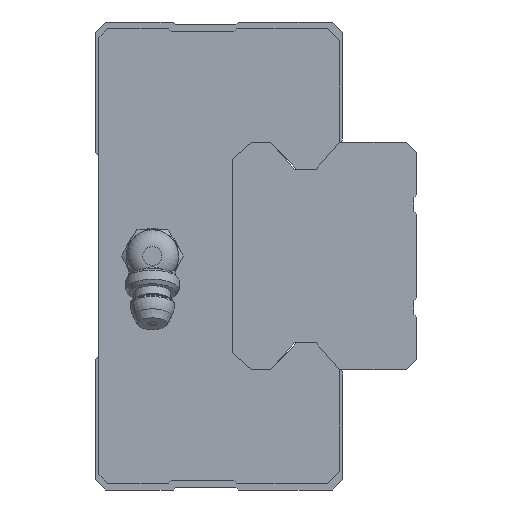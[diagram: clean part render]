
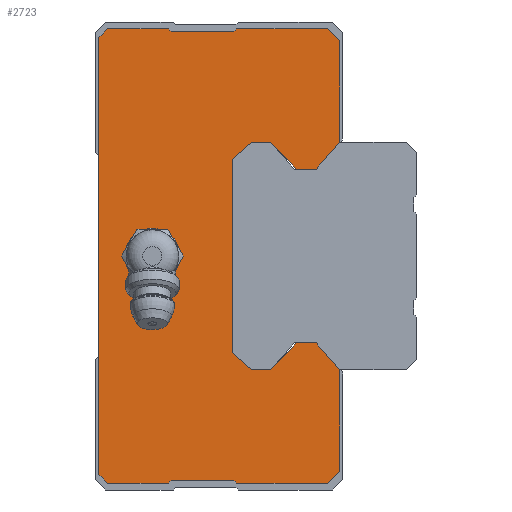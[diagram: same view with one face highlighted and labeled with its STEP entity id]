
A CAD part, left-side view. The second image highlights one B-rep face of the part: STEP entity #2723.
In plain terms, the highlighted planar face has unit normal (-1, 0, 0).
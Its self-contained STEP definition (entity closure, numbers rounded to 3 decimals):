
#543=ORIENTED_EDGE('',*,*,#1068,.F.);
#544=ORIENTED_EDGE('',*,*,#1103,.F.);
#545=ORIENTED_EDGE('',*,*,#1101,.F.);
#546=ORIENTED_EDGE('',*,*,#1099,.F.);
#547=ORIENTED_EDGE('',*,*,#1097,.F.);
#548=ORIENTED_EDGE('',*,*,#1095,.F.);
#549=ORIENTED_EDGE('',*,*,#1093,.F.);
#550=ORIENTED_EDGE('',*,*,#1091,.F.);
#551=ORIENTED_EDGE('',*,*,#1089,.F.);
#552=ORIENTED_EDGE('',*,*,#1087,.F.);
#553=ORIENTED_EDGE('',*,*,#1085,.F.);
#554=ORIENTED_EDGE('',*,*,#962,.F.);
#555=ORIENTED_EDGE('',*,*,#959,.F.);
#556=ORIENTED_EDGE('',*,*,#956,.F.);
#557=ORIENTED_EDGE('',*,*,#953,.F.);
#558=ORIENTED_EDGE('',*,*,#950,.F.);
#559=ORIENTED_EDGE('',*,*,#947,.F.);
#560=ORIENTED_EDGE('',*,*,#944,.F.);
#561=ORIENTED_EDGE('',*,*,#941,.F.);
#562=ORIENTED_EDGE('',*,*,#937,.F.);
#563=ORIENTED_EDGE('',*,*,#1084,.F.);
#564=ORIENTED_EDGE('',*,*,#1082,.F.);
#565=ORIENTED_EDGE('',*,*,#1080,.F.);
#566=ORIENTED_EDGE('',*,*,#1078,.F.);
#567=ORIENTED_EDGE('',*,*,#1076,.F.);
#568=ORIENTED_EDGE('',*,*,#1074,.F.);
#569=ORIENTED_EDGE('',*,*,#1072,.F.);
#570=ORIENTED_EDGE('',*,*,#1070,.F.);
#571=ORIENTED_EDGE('',*,*,#1104,.T.);
#572=ORIENTED_EDGE('',*,*,#1105,.T.);
#573=ORIENTED_EDGE('',*,*,#1106,.T.);
#574=ORIENTED_EDGE('',*,*,#1107,.T.);
#575=ORIENTED_EDGE('',*,*,#1108,.T.);
#576=ORIENTED_EDGE('',*,*,#1109,.T.);
#937=EDGE_CURVE('',#1307,#1308,#1562,.T.);
#941=EDGE_CURVE('',#1308,#1311,#1566,.T.);
#944=EDGE_CURVE('',#1311,#1313,#1569,.T.);
#947=EDGE_CURVE('',#1313,#1315,#1572,.T.);
#950=EDGE_CURVE('',#1315,#1317,#1575,.T.);
#953=EDGE_CURVE('',#1317,#1319,#1578,.T.);
#956=EDGE_CURVE('',#1319,#1321,#1581,.T.);
#959=EDGE_CURVE('',#1321,#1323,#1584,.T.);
#962=EDGE_CURVE('',#1323,#1325,#1587,.T.);
#1068=EDGE_CURVE('',#1389,#1390,#1686,.T.);
#1070=EDGE_CURVE('',#1390,#1391,#1688,.T.);
#1072=EDGE_CURVE('',#1391,#1392,#1690,.T.);
#1074=EDGE_CURVE('',#1392,#1393,#1692,.T.);
#1076=EDGE_CURVE('',#1393,#1394,#1694,.T.);
#1078=EDGE_CURVE('',#1394,#1395,#1696,.T.);
#1080=EDGE_CURVE('',#1395,#1396,#1698,.T.);
#1082=EDGE_CURVE('',#1396,#1397,#1700,.T.);
#1084=EDGE_CURVE('',#1397,#1307,#1702,.T.);
#1085=EDGE_CURVE('',#1325,#1398,#1703,.T.);
#1087=EDGE_CURVE('',#1398,#1399,#1705,.T.);
#1089=EDGE_CURVE('',#1399,#1400,#1707,.T.);
#1091=EDGE_CURVE('',#1400,#1401,#1709,.T.);
#1093=EDGE_CURVE('',#1401,#1402,#1711,.T.);
#1095=EDGE_CURVE('',#1402,#1403,#1713,.T.);
#1097=EDGE_CURVE('',#1403,#1404,#1715,.T.);
#1099=EDGE_CURVE('',#1404,#1405,#1717,.T.);
#1101=EDGE_CURVE('',#1405,#1406,#1719,.T.);
#1103=EDGE_CURVE('',#1406,#1389,#1721,.T.);
#1104=EDGE_CURVE('',#1407,#1408,#1722,.T.);
#1105=EDGE_CURVE('',#1408,#1409,#1723,.T.);
#1106=EDGE_CURVE('',#1409,#1410,#1724,.T.);
#1107=EDGE_CURVE('',#1410,#1411,#1725,.T.);
#1108=EDGE_CURVE('',#1411,#1412,#1726,.T.);
#1109=EDGE_CURVE('',#1412,#1407,#1727,.T.);
#1307=VERTEX_POINT('',#3890);
#1308=VERTEX_POINT('',#3892);
#1311=VERTEX_POINT('',#3900);
#1313=VERTEX_POINT('',#3906);
#1315=VERTEX_POINT('',#3912);
#1317=VERTEX_POINT('',#3918);
#1319=VERTEX_POINT('',#3924);
#1321=VERTEX_POINT('',#3930);
#1323=VERTEX_POINT('',#3936);
#1325=VERTEX_POINT('',#3942);
#1389=VERTEX_POINT('',#4158);
#1390=VERTEX_POINT('',#4160);
#1391=VERTEX_POINT('',#4164);
#1392=VERTEX_POINT('',#4168);
#1393=VERTEX_POINT('',#4172);
#1394=VERTEX_POINT('',#4176);
#1395=VERTEX_POINT('',#4180);
#1396=VERTEX_POINT('',#4184);
#1397=VERTEX_POINT('',#4188);
#1398=VERTEX_POINT('',#4194);
#1399=VERTEX_POINT('',#4198);
#1400=VERTEX_POINT('',#4202);
#1401=VERTEX_POINT('',#4206);
#1402=VERTEX_POINT('',#4210);
#1403=VERTEX_POINT('',#4214);
#1404=VERTEX_POINT('',#4218);
#1405=VERTEX_POINT('',#4222);
#1406=VERTEX_POINT('',#4226);
#1407=VERTEX_POINT('',#4232);
#1408=VERTEX_POINT('',#4233);
#1409=VERTEX_POINT('',#4235);
#1410=VERTEX_POINT('',#4237);
#1411=VERTEX_POINT('',#4239);
#1412=VERTEX_POINT('',#4241);
#1562=LINE('',#3891,#1882);
#1566=LINE('',#3899,#1886);
#1569=LINE('',#3905,#1889);
#1572=LINE('',#3911,#1892);
#1575=LINE('',#3917,#1895);
#1578=LINE('',#3923,#1898);
#1581=LINE('',#3929,#1901);
#1584=LINE('',#3935,#1904);
#1587=LINE('',#3941,#1907);
#1686=LINE('',#4159,#2006);
#1688=LINE('',#4163,#2008);
#1690=LINE('',#4167,#2010);
#1692=LINE('',#4171,#2012);
#1694=LINE('',#4175,#2014);
#1696=LINE('',#4179,#2016);
#1698=LINE('',#4183,#2018);
#1700=LINE('',#4187,#2020);
#1702=LINE('',#4191,#2022);
#1703=LINE('',#4193,#2023);
#1705=LINE('',#4197,#2025);
#1707=LINE('',#4201,#2027);
#1709=LINE('',#4205,#2029);
#1711=LINE('',#4209,#2031);
#1713=LINE('',#4213,#2033);
#1715=LINE('',#4217,#2035);
#1717=LINE('',#4221,#2037);
#1719=LINE('',#4225,#2039);
#1721=LINE('',#4229,#2041);
#1722=LINE('',#4231,#2042);
#1723=LINE('',#4234,#2043);
#1724=LINE('',#4236,#2044);
#1725=LINE('',#4238,#2045);
#1726=LINE('',#4240,#2046);
#1727=LINE('',#4242,#2047);
#1882=VECTOR('',#3098,1000.);
#1886=VECTOR('',#3104,1000.);
#1889=VECTOR('',#3109,1000.);
#1892=VECTOR('',#3114,1000.);
#1895=VECTOR('',#3119,1000.);
#1898=VECTOR('',#3124,1000.);
#1901=VECTOR('',#3129,1000.);
#1904=VECTOR('',#3134,1000.);
#1907=VECTOR('',#3139,1000.);
#2006=VECTOR('',#3346,1000.);
#2008=VECTOR('',#3350,1000.);
#2010=VECTOR('',#3354,1000.);
#2012=VECTOR('',#3358,1000.);
#2014=VECTOR('',#3362,1000.);
#2016=VECTOR('',#3366,1000.);
#2018=VECTOR('',#3370,1000.);
#2020=VECTOR('',#3374,1000.);
#2022=VECTOR('',#3378,1000.);
#2023=VECTOR('',#3381,1000.);
#2025=VECTOR('',#3385,1000.);
#2027=VECTOR('',#3389,1000.);
#2029=VECTOR('',#3393,1000.);
#2031=VECTOR('',#3397,1000.);
#2033=VECTOR('',#3401,1000.);
#2035=VECTOR('',#3405,1000.);
#2037=VECTOR('',#3409,1000.);
#2039=VECTOR('',#3413,1000.);
#2041=VECTOR('',#3417,1000.);
#2042=VECTOR('',#3420,1000.);
#2043=VECTOR('',#3421,1000.);
#2044=VECTOR('',#3422,1000.);
#2045=VECTOR('',#3423,1000.);
#2046=VECTOR('',#3424,1000.);
#2047=VECTOR('',#3425,1000.);
#2236=EDGE_LOOP('',(#543,#544,#545,#546,#547,#548,#549,#550,#551,#552,#553,
#554,#555,#556,#557,#558,#559,#560,#561,#562,#563,#564,#565,#566,#567,#568,
#569,#570));
#2237=EDGE_LOOP('',(#571,#572,#573,#574,#575,#576));
#2421=FACE_BOUND('',#2236,.T.);
#2422=FACE_BOUND('',#2237,.T.);
#2590=PLANE('',#2913);
#2723=ADVANCED_FACE('',(#2421,#2422),#2590,.F.);
#2913=AXIS2_PLACEMENT_3D('',#4230,#3418,#3419);
#3098=DIRECTION('',(0.,1.,0.));
#3104=DIRECTION('',(0.,0.689,0.725));
#3109=DIRECTION('',(0.,1.,0.));
#3114=DIRECTION('',(0.,0.752,-0.659));
#3119=DIRECTION('',(0.,0.,-1.));
#3124=DIRECTION('',(0.,-0.752,-0.659));
#3129=DIRECTION('',(0.,-1.,0.));
#3134=DIRECTION('',(0.,-0.689,0.725));
#3139=DIRECTION('',(0.,-1.,0.));
#3346=DIRECTION('',(0.,-0.707,0.707));
#3350=DIRECTION('',(0.,-1.,0.));
#3354=DIRECTION('',(0.,-0.707,-0.707));
#3358=DIRECTION('',(0.,-1.,0.));
#3362=DIRECTION('',(0.,-0.707,0.707));
#3366=DIRECTION('',(0.,-1.,0.));
#3370=DIRECTION('',(0.,-0.707,-0.707));
#3374=DIRECTION('',(0.,0.,-1.));
#3378=DIRECTION('',(0.,0.659,-0.753));
#3381=DIRECTION('',(0.,-0.659,-0.753));
#3385=DIRECTION('',(0.,0.,-1.));
#3389=DIRECTION('',(0.,0.707,-0.707));
#3393=DIRECTION('',(0.,1.,0.));
#3397=DIRECTION('',(0.,0.707,0.707));
#3401=DIRECTION('',(0.,1.,0.));
#3405=DIRECTION('',(0.,0.707,-0.707));
#3409=DIRECTION('',(0.,1.,0.));
#3413=DIRECTION('',(0.,0.707,0.707));
#3417=DIRECTION('',(0.,0.,1.));
#3418=DIRECTION('',(1.,0.,0.));
#3419=DIRECTION('',(0.,0.,-1.));
#3420=DIRECTION('',(0.,1.,0.));
#3421=DIRECTION('',(0.,0.5,0.866));
#3422=DIRECTION('',(0.,-0.5,0.866));
#3423=DIRECTION('',(0.,-1.,0.));
#3424=DIRECTION('',(0.,-0.5,-0.866));
#3425=DIRECTION('',(0.,0.5,-0.866));
#3890=CARTESIAN_POINT('',(-36.75,-33.,13.));
#3891=CARTESIAN_POINT('',(-36.75,-33.,13.));
#3892=CARTESIAN_POINT('',(-36.75,-30.,13.));
#3899=CARTESIAN_POINT('',(-36.75,-30.,13.));
#3900=CARTESIAN_POINT('',(-36.75,-26.2,17.));
#3905=CARTESIAN_POINT('',(-36.75,-26.2,17.));
#3906=CARTESIAN_POINT('',(-36.75,-23.35,17.));
#3911=CARTESIAN_POINT('',(-36.75,-23.35,17.));
#3912=CARTESIAN_POINT('',(-36.75,-20.5,14.5));
#3917=CARTESIAN_POINT('',(-36.75,-20.5,14.5));
#3918=CARTESIAN_POINT('',(-36.75,-20.5,-14.5));
#3923=CARTESIAN_POINT('',(-36.75,-20.5,-14.5));
#3924=CARTESIAN_POINT('',(-36.75,-23.35,-17.));
#3929=CARTESIAN_POINT('',(-36.75,-23.35,-17.));
#3930=CARTESIAN_POINT('',(-36.75,-26.2,-17.));
#3935=CARTESIAN_POINT('',(-36.75,-26.2,-17.));
#3936=CARTESIAN_POINT('',(-36.75,-30.,-13.));
#3941=CARTESIAN_POINT('',(-36.75,-30.,-13.));
#3942=CARTESIAN_POINT('',(-36.75,-33.,-13.));
#4158=CARTESIAN_POINT('',(-36.75,-0.5,32.7));
#4159=CARTESIAN_POINT('',(-36.75,-0.5,32.7));
#4160=CARTESIAN_POINT('',(-36.75,-1.8,34.));
#4163=CARTESIAN_POINT('',(-36.75,-1.8,34.));
#4164=CARTESIAN_POINT('',(-36.75,-10.89,34.));
#4167=CARTESIAN_POINT('',(-36.75,-10.89,34.));
#4168=CARTESIAN_POINT('',(-36.75,-11.29,33.6));
#4171=CARTESIAN_POINT('',(-36.75,-11.29,33.6));
#4172=CARTESIAN_POINT('',(-36.75,-20.7,33.6));
#4175=CARTESIAN_POINT('',(-36.75,-20.7,33.6));
#4176=CARTESIAN_POINT('',(-36.75,-21.1,34.));
#4179=CARTESIAN_POINT('',(-36.75,-21.1,34.));
#4180=CARTESIAN_POINT('',(-36.75,-34.7,34.));
#4183=CARTESIAN_POINT('',(-36.75,-34.7,34.));
#4184=CARTESIAN_POINT('',(-36.75,-36.5,32.2));
#4187=CARTESIAN_POINT('',(-36.75,-36.5,32.2));
#4188=CARTESIAN_POINT('',(-36.75,-36.5,17.));
#4191=CARTESIAN_POINT('',(-36.75,-36.5,17.));
#4193=CARTESIAN_POINT('',(-36.75,-33.,-13.));
#4194=CARTESIAN_POINT('',(-36.75,-36.5,-17.));
#4197=CARTESIAN_POINT('',(-36.75,-36.5,-17.));
#4198=CARTESIAN_POINT('',(-36.75,-36.5,-32.2));
#4201=CARTESIAN_POINT('',(-36.75,-36.5,-32.2));
#4202=CARTESIAN_POINT('',(-36.75,-34.7,-34.));
#4205=CARTESIAN_POINT('',(-36.75,-34.7,-34.));
#4206=CARTESIAN_POINT('',(-36.75,-21.1,-34.));
#4209=CARTESIAN_POINT('',(-36.75,-21.1,-34.));
#4210=CARTESIAN_POINT('',(-36.75,-20.7,-33.6));
#4213=CARTESIAN_POINT('',(-36.75,-20.7,-33.6));
#4214=CARTESIAN_POINT('',(-36.75,-11.29,-33.6));
#4217=CARTESIAN_POINT('',(-36.75,-11.29,-33.6));
#4218=CARTESIAN_POINT('',(-36.75,-10.89,-34.));
#4221=CARTESIAN_POINT('',(-36.75,-10.89,-34.));
#4222=CARTESIAN_POINT('',(-36.75,-1.8,-34.));
#4225=CARTESIAN_POINT('',(-36.75,-1.8,-34.));
#4226=CARTESIAN_POINT('',(-36.75,-0.5,-32.7));
#4229=CARTESIAN_POINT('',(-36.75,-0.5,-32.7));
#4230=CARTESIAN_POINT('',(-36.75,0.,0.));
#4231=CARTESIAN_POINT('',(-36.75,-10.809,-4.));
#4232=CARTESIAN_POINT('',(-36.75,-10.809,-4.));
#4233=CARTESIAN_POINT('',(-36.75,-6.191,-4.));
#4234=CARTESIAN_POINT('',(-36.75,-6.191,-4.));
#4235=CARTESIAN_POINT('',(-36.75,-3.881,0.));
#4236=CARTESIAN_POINT('',(-36.75,-3.881,0.));
#4237=CARTESIAN_POINT('',(-36.75,-6.191,4.));
#4238=CARTESIAN_POINT('',(-36.75,-6.191,4.));
#4239=CARTESIAN_POINT('',(-36.75,-10.809,4.));
#4240=CARTESIAN_POINT('',(-36.75,-10.809,4.));
#4241=CARTESIAN_POINT('',(-36.75,-13.119,0.));
#4242=CARTESIAN_POINT('',(-36.75,-13.119,0.));
